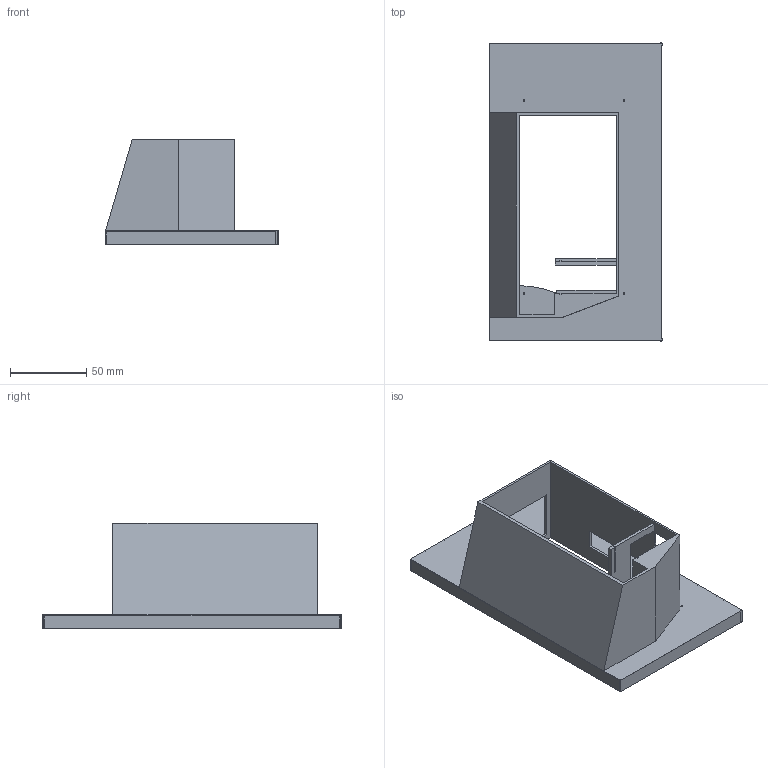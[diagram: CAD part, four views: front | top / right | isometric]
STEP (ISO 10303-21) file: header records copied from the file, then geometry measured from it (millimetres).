
FILE_DESCRIPTION (( 'STEP AP203' ), '1' );
FILE_NAME ('Case v4.STEP', '2021-12-15T03:19:49', ( '' ), ( '' ), 'SwSTEP 2.0', 'SolidWorks 2022', '' );
FILE_SCHEMA (( 'CONFIG_CONTROL_DESIGN' ));
Length unit declared in the file: millimetre
Products named in the file (1): Case v4
Bounding box: 113.25 x 195.5 x 69.2 mm (x, y, z)
Volume: 142800 mm3; surface area: 83723.2 mm2
Topology: 1 solids, 1 shells, 78 faces, 222 edges, 147 vertices
Faces by surface type: plane 64, cylinder 14
Entity records: 2623 total; most frequent: CARTESIAN_POINT 448, ORIENTED_EDGE 444, DIRECTION 408, EDGE_CURVE 222, VECTOR 194, LINE 194, VERTEX_POINT 147, AXIS2_PLACEMENT_3D 107
